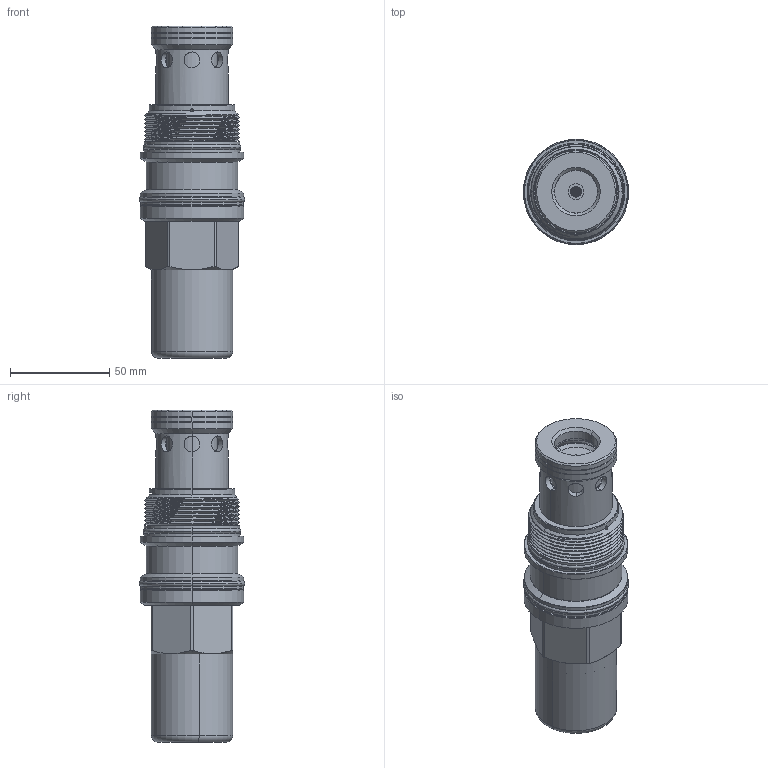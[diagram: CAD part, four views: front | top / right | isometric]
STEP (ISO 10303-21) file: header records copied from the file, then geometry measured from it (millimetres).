
FILE_DESCRIPTION (( 'STEP AP203' ), '1' );
FILE_NAME ('RV19A3G-C.STEP', '2020-03-24T06:11:14', ( '' ), ( '' ), 'SwSTEP 2.0', 'SolidWorks 2018', '' );
FILE_SCHEMA (( 'CONFIG_CONTROL_DESIGN' ));
Products named in the file (1): RV19A3G-C
Bounding box: 53.11 x 53.11 x 167.34 mm (x, y, z)
Volume: 209499.8 mm3; surface area: 50335.4 mm2
Topology: 8 solids, 8 shells, 779 faces, 2103 edges, 1326 vertices
Faces by surface type: cylinder 557, cone 73, torus 68, plane 66, bspline 9, sphere 6
Entity records: 57086 total; most frequent: CARTESIAN_POINT 38368, ORIENTED_EDGE 4202, DIRECTION 3132, EDGE_CURVE 2101, VERTEX_POINT 1326, AXIS2_PLACEMENT_3D 1228, EDGE_LOOP 1191, B_SPLINE_CURVE_WITH_KNOTS 894
